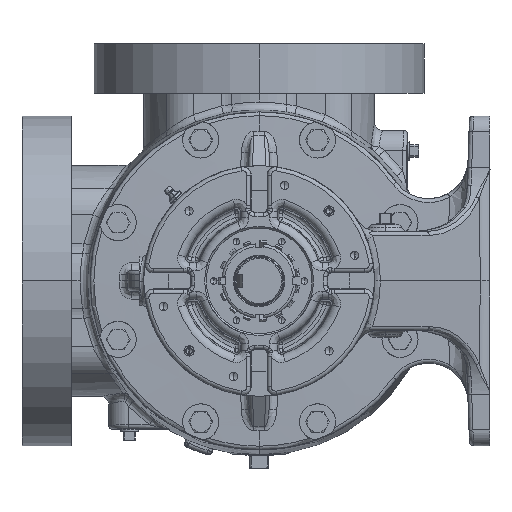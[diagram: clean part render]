
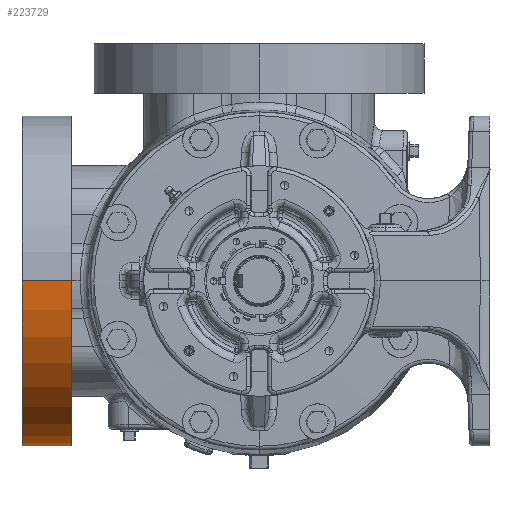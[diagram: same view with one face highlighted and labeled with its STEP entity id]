
A CAD part, left-side view. The second image highlights one B-rep face of the part: STEP entity #223729.
In plain terms, the highlighted cylindrical face has radius 127 mm (diameter 254 mm), a partial arc.
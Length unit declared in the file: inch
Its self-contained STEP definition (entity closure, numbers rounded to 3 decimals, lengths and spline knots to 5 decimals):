
#7311 = CARTESIAN_POINT ( 'NONE',  ( 4.513, 5.6875, 0. ) ) ;
#26564 = DIRECTION ( 'NONE',  ( -1., 0., 0. ) ) ;
#28764 = VERTEX_POINT ( 'NONE', #250077 ) ;
#48442 = CIRCLE ( 'NONE', #53286, 5. ) ;
#53286 = AXIS2_PLACEMENT_3D ( 'NONE', #7311, #255015, #26564 ) ;
#55069 = EDGE_CURVE ( 'NONE', #28764, #271976, #48442, .T. ) ;
#70473 = DIRECTION ( 'NONE',  ( -1., 0., 0. ) ) ;
#88376 = DIRECTION ( 'NONE',  ( 0., -1., 0. ) ) ;
#93337 = EDGE_LOOP ( 'NONE', ( #240785, #287624, #206242, #236433 ) ) ;
#117779 = VERTEX_POINT ( 'NONE', #144114 ) ;
#121308 = DIRECTION ( 'NONE',  ( 0., -1., 0. ) ) ;
#144114 = CARTESIAN_POINT ( 'NONE',  ( 9.513, 7.1875, 0. ) ) ;
#150269 = LINE ( 'NONE', #173830, #241484 ) ;
#156119 = CARTESIAN_POINT ( 'NONE',  ( 4.513, 4.89607, 0. ) ) ;
#173830 = CARTESIAN_POINT ( 'NONE',  ( -0.487, 4.89607, 0. ) ) ;
#173863 = CYLINDRICAL_SURFACE ( 'NONE', #175663, 5. ) ;
#175340 = CARTESIAN_POINT ( 'NONE',  ( 9.513, 5.6875, 0. ) ) ;
#175355 = VECTOR ( 'NONE', #121308, 39.37008 ) ;
#175663 = AXIS2_PLACEMENT_3D ( 'NONE', #156119, #247549, #70473 ) ;
#189326 = VERTEX_POINT ( 'NONE', #208970 ) ;
#205068 = CIRCLE ( 'NONE', #242762, 5. ) ;
#206242 = ORIENTED_EDGE ( 'NONE', *, *, #55069, .F. ) ;
#208970 = CARTESIAN_POINT ( 'NONE',  ( -0.487, 7.1875, 0. ) ) ;
#212657 = LINE ( 'NONE', #279119, #175355 ) ;
#223729 = ADVANCED_FACE ( 'NONE', ( #286012 ), #173863, .T. ) ;
#233054 = EDGE_CURVE ( 'NONE', #189326, #28764, #150269, .T. ) ;
#235006 = EDGE_CURVE ( 'NONE', #189326, #117779, #205068, .T. ) ;
#236433 = ORIENTED_EDGE ( 'NONE', *, *, #233054, .F. ) ;
#240785 = ORIENTED_EDGE ( 'NONE', *, *, #235006, .T. ) ;
#241484 = VECTOR ( 'NONE', #281607, 39.37008 ) ;
#242762 = AXIS2_PLACEMENT_3D ( 'NONE', #287522, #88376, #265388 ) ;
#247549 = DIRECTION ( 'NONE',  ( 0., -1., 0. ) ) ;
#250077 = CARTESIAN_POINT ( 'NONE',  ( -0.487, 5.6875, 0. ) ) ;
#255015 = DIRECTION ( 'NONE',  ( 0., -1., 0. ) ) ;
#265388 = DIRECTION ( 'NONE',  ( -1., 0., 0. ) ) ;
#271976 = VERTEX_POINT ( 'NONE', #175340 ) ;
#273312 = EDGE_CURVE ( 'NONE', #117779, #271976, #212657, .T. ) ;
#279119 = CARTESIAN_POINT ( 'NONE',  ( 9.513, 4.89607, 0. ) ) ;
#281607 = DIRECTION ( 'NONE',  ( 0., -1., 0. ) ) ;
#286012 = FACE_OUTER_BOUND ( 'NONE', #93337, .T. ) ;
#287522 = CARTESIAN_POINT ( 'NONE',  ( 4.513, 7.1875, 0. ) ) ;
#287624 = ORIENTED_EDGE ( 'NONE', *, *, #273312, .T. ) ;
